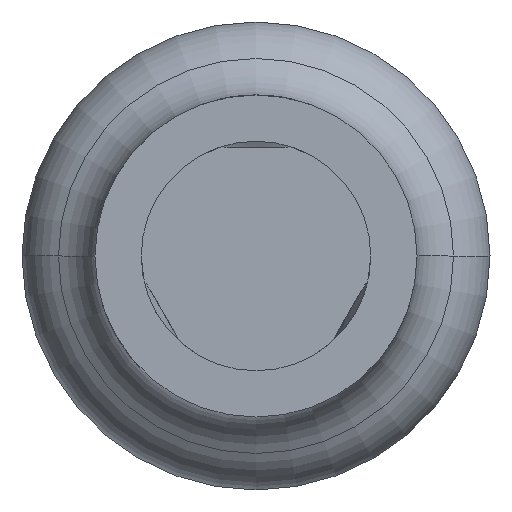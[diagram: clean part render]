
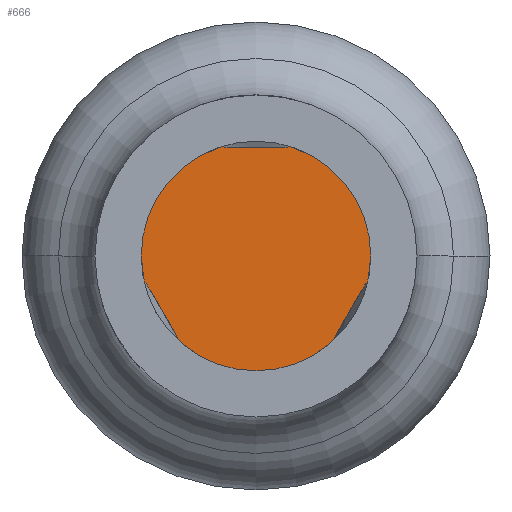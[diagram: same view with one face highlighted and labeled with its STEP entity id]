
A CAD part, front view. The second image highlights one B-rep face of the part: STEP entity #666.
In plain terms, the highlighted planar face has unit normal (0, -1, 0).
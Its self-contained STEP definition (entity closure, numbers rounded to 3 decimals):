
#43 = CARTESIAN_POINT ( 'NONE',  ( -0.513, -24.7, 0. ) ) ;
#666 = ADVANCED_FACE ( 'Defeature ausgef�hrt1_42', ( #5798 ), #1641, .F. ) ;
#835 = AXIS2_PLACEMENT_3D ( 'NONE', #3304, #4305, #1003 ) ;
#963 = DIRECTION ( 'NONE',  ( 0., 1., 0. ) ) ;
#1003 = DIRECTION ( 'NONE',  ( 1., 0., 0. ) ) ;
#1541 = VERTEX_POINT ( 'NONE', #43 ) ;
#1641 = PLANE ( 'NONE',  #2947 ) ;
#1903 = CIRCLE ( 'NONE', #835, 0.513 ) ;
#2166 = VERTEX_POINT ( 'NONE', #4331 ) ;
#2167 = DIRECTION ( 'NONE',  ( -1., 0., 0. ) ) ;
#2947 = AXIS2_PLACEMENT_3D ( 'NONE', #4475, #4965, #2167 ) ;
#3304 = CARTESIAN_POINT ( 'NONE',  ( 0., -24.7, 0. ) ) ;
#3466 = ORIENTED_EDGE ( 'NONE', *, *, #4189, .F. ) ;
#3750 = CARTESIAN_POINT ( 'NONE',  ( 0., -24.7, 0. ) ) ;
#3816 = EDGE_CURVE ( 'Defeature ausgef�hrt1_0+Defeature ausgef�hrt1_42+Defeature ausgef�hrt1_42+Defeature ausgef�hrt1_42', #1541, #2166, #1903, .T. ) ;
#4084 = CIRCLE ( 'NONE', #4294, 0.513 ) ;
#4189 = EDGE_CURVE ( 'Defeature ausgef�hrt1_0+Defeature ausgef�hrt1_42+Defeature ausgef�hrt1_42+Defeature ausgef�hrt1_42', #2166, #1541, #4084, .T. ) ;
#4294 = AXIS2_PLACEMENT_3D ( 'NONE', #3750, #963, #5124 ) ;
#4305 = DIRECTION ( 'NONE',  ( 0., 1., 0. ) ) ;
#4331 = CARTESIAN_POINT ( 'NONE',  ( 0.513, -24.7, 0. ) ) ;
#4475 = CARTESIAN_POINT ( 'NONE',  ( 0., -24.7, 0. ) ) ;
#4965 = DIRECTION ( 'NONE',  ( 0., 1., 0. ) ) ;
#5124 = DIRECTION ( 'NONE',  ( 1., 0., 0. ) ) ;
#5171 = EDGE_LOOP ( 'NONE', ( #6121, #3466 ) ) ;
#5798 = FACE_OUTER_BOUND ( 'NONE', #5171, .T. ) ;
#6121 = ORIENTED_EDGE ( 'NONE', *, *, #3816, .F. ) ;
